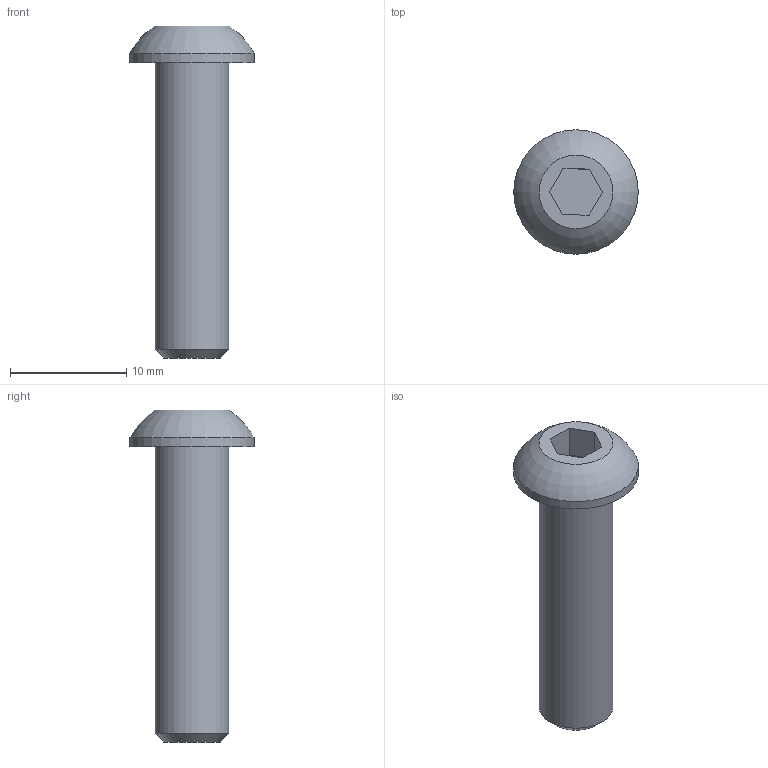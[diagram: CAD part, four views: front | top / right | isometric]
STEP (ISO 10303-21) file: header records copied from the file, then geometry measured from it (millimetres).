
FILE_DESCRIPTION(/* description */ ('STEP AP242','CAx-IF Rec.Pracs.---Representation and Presentation of Product Manufacturing Information (PMI)---4.0---2014-10-13','CAx-IF Rec.Pracs.---3D Tessellated Geometry---0.4---2014-09-14','2;1'),/* implementation_level */ '2;1');
FILE_NAME(/* name */ '66bc865708dd055c91df03fe',/* time_stamp */ '2024-08-14T10:26:32Z',/* author */ (''),/* organization */ (''),/* preprocessor_version */ 'ST-DEVELOPER v20',/* originating_system */ ' ',/* authorisation */ ' ');
FILE_SCHEMA (('AP242_MANAGED_MODEL_BASED_3D_ENGINEERING_MIM_LF { 1 0 10303 442 1 1 4 }'));
Length unit declared in the file: metre
Products named in the file (2): Curve 1; Part 1
Bounding box: 10.72 x 10.72 x 28.57 mm (x, y, z)
Volume: 984.5 mm3; surface area: 774.3 mm2
Topology: 1 solids, 1 shells, 14 faces, 29 edges, 20 vertices
Faces by surface type: plane 10, cylinder 2, torus 1, cone 1
Full cylindrical faces by diameter (mm): 6.35 x1, 10.719 x1
Entity records: 1797 total; most frequent: CARTESIAN_POINT 1459, DIRECTION 62, ORIENTED_EDGE 48, EDGE_CURVE 24, AXIS2_PLACEMENT_3D 22, EDGE_LOOP 20, FACE_BOUND 20, LINE 18
